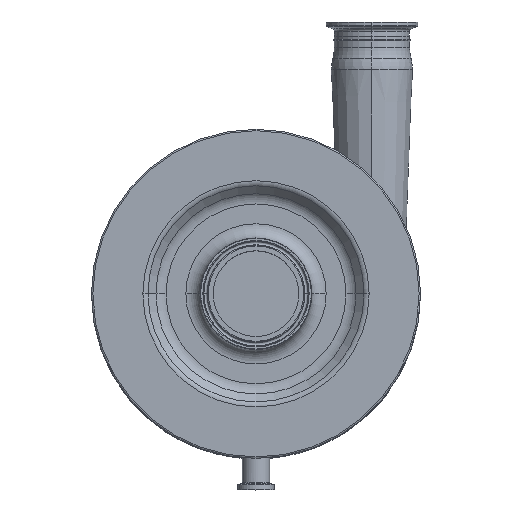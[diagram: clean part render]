
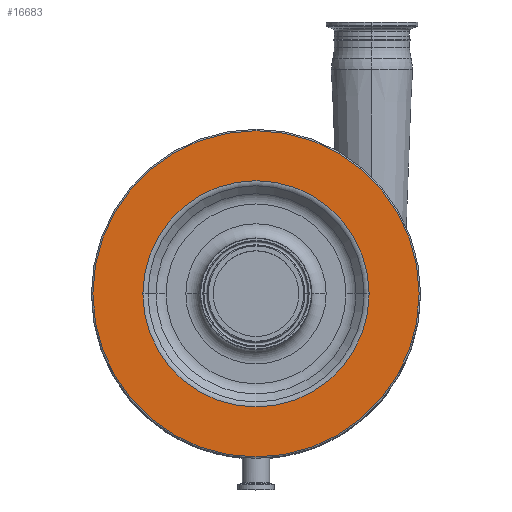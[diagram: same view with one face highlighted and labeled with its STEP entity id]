
A CAD part, top view. The second image highlights one B-rep face of the part: STEP entity #16683.
In plain terms, the highlighted planar face has unit normal (0, 0, 1).
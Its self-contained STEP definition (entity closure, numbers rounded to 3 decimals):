
#78 = CIRCLE ( 'NONE', #23059, 79.071 ) ;
#808 = CIRCLE ( 'NONE', #1975, 114. ) ;
#1158 = CIRCLE ( 'NONE', #5019, 79.071 ) ;
#1210 = ORIENTED_EDGE ( 'NONE', *, *, #10607, .T. ) ;
#1272 = EDGE_CURVE ( 'NONE', #19243, #19895, #808, .T. ) ;
#1975 = AXIS2_PLACEMENT_3D ( 'NONE', #20246, #14600, #18550 ) ;
#2507 = DIRECTION ( 'NONE',  ( 1., 0., 0. ) ) ;
#4363 = AXIS2_PLACEMENT_3D ( 'NONE', #19393, #19043, #8116 ) ;
#5019 = AXIS2_PLACEMENT_3D ( 'NONE', #11171, #13109, #20598 ) ;
#5562 = CARTESIAN_POINT ( 'NONE',  ( -114., 0., 227.5 ) ) ;
#8116 = DIRECTION ( 'NONE',  ( 1., 0., 0. ) ) ;
#9922 = CARTESIAN_POINT ( 'NONE',  ( 114., 0., 227.5 ) ) ;
#10047 = DIRECTION ( 'NONE',  ( 0., 0., -1. ) ) ;
#10607 = EDGE_CURVE ( 'NONE', #10633, #18558, #1158, .T. ) ;
#10633 = VERTEX_POINT ( 'NONE', #14060 ) ;
#11080 = EDGE_LOOP ( 'NONE', ( #14902, #14287 ) ) ;
#11171 = CARTESIAN_POINT ( 'NONE',  ( 0., 0., 227.5 ) ) ;
#11769 = CARTESIAN_POINT ( 'NONE',  ( 0., 79.071, 227.5 ) ) ;
#12844 = CARTESIAN_POINT ( 'NONE',  ( 79.071, 0., 227.5 ) ) ;
#13109 = DIRECTION ( 'NONE',  ( 0., 0., -1. ) ) ;
#14060 = CARTESIAN_POINT ( 'NONE',  ( -79.071, 0., 227.5 ) ) ;
#14185 = CIRCLE ( 'NONE', #4363, 114. ) ;
#14287 = ORIENTED_EDGE ( 'NONE', *, *, #18883, .F. ) ;
#14600 = DIRECTION ( 'NONE',  ( 0., 0., -1. ) ) ;
#14902 = ORIENTED_EDGE ( 'NONE', *, *, #1272, .F. ) ;
#15322 = CARTESIAN_POINT ( 'NONE',  ( 0., 0., 227.5 ) ) ;
#15439 = PLANE ( 'NONE',  #18642 ) ;
#15805 = FACE_BOUND ( 'NONE', #16976, .T. ) ;
#16208 = ORIENTED_EDGE ( 'NONE', *, *, #16575, .T. ) ;
#16575 = EDGE_CURVE ( 'NONE', #18558, #10633, #78, .T. ) ;
#16683 = ADVANCED_FACE ( 'NONE', ( #19017, #15805 ), #15439, .T. ) ;
#16976 = EDGE_LOOP ( 'NONE', ( #16208, #1210 ) ) ;
#17159 = DIRECTION ( 'NONE',  ( 1., 0., 0. ) ) ;
#18550 = DIRECTION ( 'NONE',  ( 1., 0., 0. ) ) ;
#18558 = VERTEX_POINT ( 'NONE', #12844 ) ;
#18642 = AXIS2_PLACEMENT_3D ( 'NONE', #11769, #19250, #2507 ) ;
#18883 = EDGE_CURVE ( 'NONE', #19895, #19243, #14185, .T. ) ;
#19017 = FACE_OUTER_BOUND ( 'NONE', #11080, .T. ) ;
#19043 = DIRECTION ( 'NONE',  ( 0., 0., -1. ) ) ;
#19243 = VERTEX_POINT ( 'NONE', #9922 ) ;
#19250 = DIRECTION ( 'NONE',  ( 0., 0., 1. ) ) ;
#19393 = CARTESIAN_POINT ( 'NONE',  ( 0., 0., 227.5 ) ) ;
#19895 = VERTEX_POINT ( 'NONE', #5562 ) ;
#20246 = CARTESIAN_POINT ( 'NONE',  ( 0., 0., 227.5 ) ) ;
#20598 = DIRECTION ( 'NONE',  ( 1., 0., 0. ) ) ;
#23059 = AXIS2_PLACEMENT_3D ( 'NONE', #15322, #10047, #17159 ) ;
